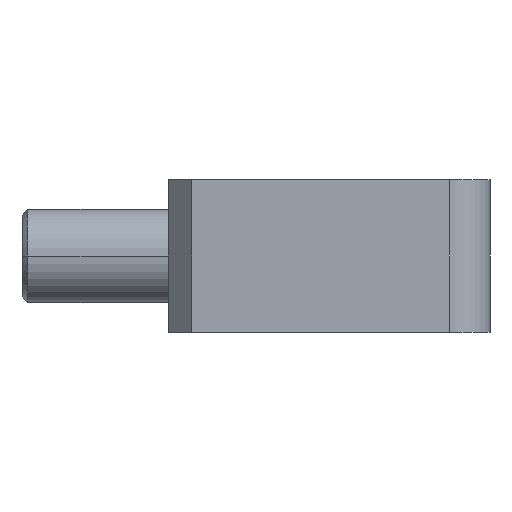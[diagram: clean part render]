
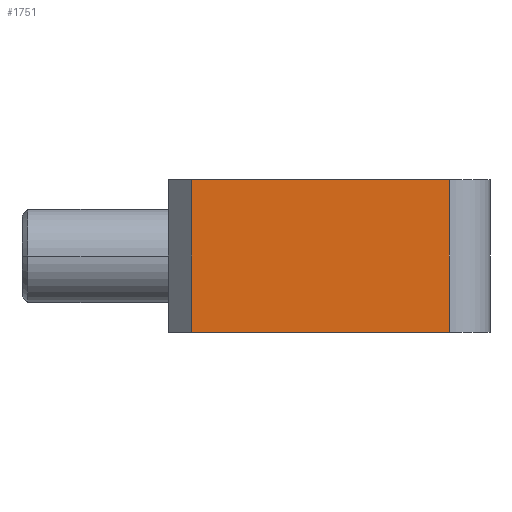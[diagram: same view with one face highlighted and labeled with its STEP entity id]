
A CAD part, left-side view. The second image highlights one B-rep face of the part: STEP entity #1751.
In plain terms, the highlighted planar face has unit normal (-1, 0, 0).
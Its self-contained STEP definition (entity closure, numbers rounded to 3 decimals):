
#1738=AXIS2_PLACEMENT_3D('Plane Axis2P3D',#1735,#1736,#1737) ;
#1423=CARTESIAN_POINT('Vertex',(-39.5,37.,93.5)) ;
#1426=CARTESIAN_POINT('Line Origine',(-39.5,26.,93.5)) ;
#1430=CARTESIAN_POINT('Vertex',(-39.5,15.,93.5)) ;
#1588=CARTESIAN_POINT('Vertex',(-39.5,15.,80.5)) ;
#1591=CARTESIAN_POINT('Line Origine',(-39.5,26.,80.5)) ;
#1595=CARTESIAN_POINT('Vertex',(-39.5,37.,80.5)) ;
#1716=CARTESIAN_POINT('Line Origine',(-39.5,37.,87.)) ;
#1735=CARTESIAN_POINT('Axis2P3D Location',(-39.5,37.,0.)) ;
#1740=CARTESIAN_POINT('Line Origine',(-39.5,15.,87.)) ;
#1427=DIRECTION('Vector Direction',(0.,-1.,0.)) ;
#1592=DIRECTION('Vector Direction',(0.,-1.,0.)) ;
#1717=DIRECTION('Vector Direction',(0.,0.,1.)) ;
#1736=DIRECTION('Axis2P3D Direction',(-1.,0.,0.)) ;
#1737=DIRECTION('Axis2P3D XDirection',(0.,-1.,0.)) ;
#1741=DIRECTION('Vector Direction',(0.,0.,1.)) ;
#1428=VECTOR('Line Direction',#1427,1.) ;
#1593=VECTOR('Line Direction',#1592,1.) ;
#1718=VECTOR('Line Direction',#1717,1.) ;
#1742=VECTOR('Line Direction',#1741,1.) ;
#1746=ORIENTED_EDGE('',*,*,#1720,.F.) ;
#1747=ORIENTED_EDGE('',*,*,#1597,.T.) ;
#1748=ORIENTED_EDGE('',*,*,#1744,.T.) ;
#1749=ORIENTED_EDGE('',*,*,#1432,.F.) ;
#1751=ADVANCED_FACE('Terminali anteriori per cavi FCCuAl superiori',(#1750),#1739,.T.) ;
#1432=EDGE_CURVE('',#1424,#1431,#1429,.T.) ;
#1597=EDGE_CURVE('',#1596,#1589,#1594,.T.) ;
#1720=EDGE_CURVE('',#1596,#1424,#1719,.T.) ;
#1744=EDGE_CURVE('',#1589,#1431,#1743,.T.) ;
#1745=EDGE_LOOP('',(#1746,#1747,#1748,#1749)) ;
#1750=FACE_OUTER_BOUND('',#1745,.T.) ;
#1429=LINE('Line',#1426,#1428) ;
#1594=LINE('Line',#1591,#1593) ;
#1719=LINE('Line',#1716,#1718) ;
#1743=LINE('Line',#1740,#1742) ;
#1739=PLANE('',#1738) ;
#1424=VERTEX_POINT('',#1423) ;
#1431=VERTEX_POINT('',#1430) ;
#1589=VERTEX_POINT('',#1588) ;
#1596=VERTEX_POINT('',#1595) ;
